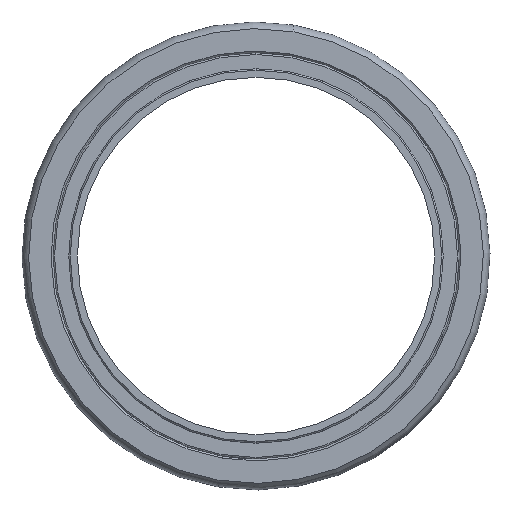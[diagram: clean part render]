
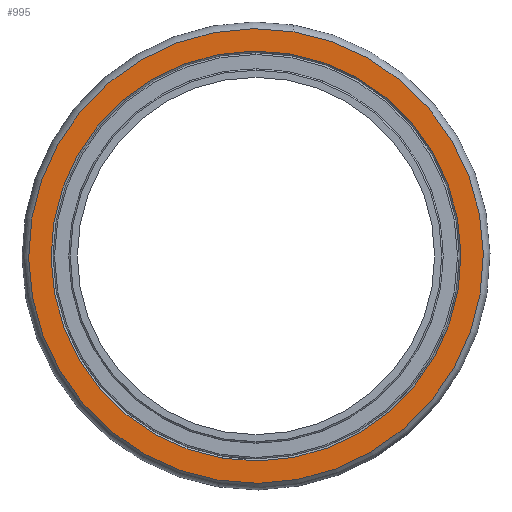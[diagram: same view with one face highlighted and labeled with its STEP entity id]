
A CAD part, left-side view. The second image highlights one B-rep face of the part: STEP entity #995.
In plain terms, the highlighted planar face has unit normal (-1, 0, 0).
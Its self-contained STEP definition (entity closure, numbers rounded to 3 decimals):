
#238=CARTESIAN_POINT('',(-5.95,-5.178,31.39));
#239=VERTEX_POINT('',#238);
#247=CARTESIAN_POINT('',(-5.95,5.178,-31.39));
#248=VERTEX_POINT('',#247);
#249=CARTESIAN_POINT('',(-5.95,0.,0.));
#250=DIRECTION('',(1.0,0.,0.));
#251=DIRECTION('',(0.,0.987,0.163));
#252=AXIS2_PLACEMENT_3D('',#249,#250,#251);
#253=CIRCLE('',#252,31.814);
#254=EDGE_CURVE('',#239,#248,#253,.T.);
#279=CARTESIAN_POINT('',(-5.95,31.39,5.178));
#280=VERTEX_POINT('',#279);
#281=CARTESIAN_POINT('',(-5.95,0.,0.));
#282=DIRECTION('',(1.0,0.,0.));
#283=DIRECTION('',(0.,0.987,0.163));
#284=AXIS2_PLACEMENT_3D('',#281,#282,#283);
#285=CIRCLE('',#284,31.814);
#286=EDGE_CURVE('',#248,#280,#285,.T.);
#288=CARTESIAN_POINT('',(-5.95,0.,0.));
#289=DIRECTION('',(1.0,0.,0.));
#290=DIRECTION('',(0.,0.987,0.163));
#291=AXIS2_PLACEMENT_3D('',#288,#289,#290);
#292=CIRCLE('',#291,31.814);
#293=EDGE_CURVE('',#280,#239,#292,.T.);
#888=CARTESIAN_POINT('',(-5.95,4.669,-28.303));
#889=VERTEX_POINT('',#888);
#908=CARTESIAN_POINT('',(-5.95,-4.669,28.303));
#909=VERTEX_POINT('',#908);
#917=CARTESIAN_POINT('',(-5.95,28.303,4.669));
#918=VERTEX_POINT('',#917);
#919=CARTESIAN_POINT('',(-5.95,0.,0.));
#920=DIRECTION('',(1.,0.,0.));
#921=DIRECTION('',(0.,0.987,0.163));
#922=AXIS2_PLACEMENT_3D('',#919,#920,#921);
#923=CIRCLE('',#922,28.686);
#924=EDGE_CURVE('',#918,#909,#923,.T.);
#926=CARTESIAN_POINT('',(-5.95,0.,0.));
#927=DIRECTION('',(1.,0.,0.));
#928=DIRECTION('',(0.,0.987,0.163));
#929=AXIS2_PLACEMENT_3D('',#926,#927,#928);
#930=CIRCLE('',#929,28.686);
#931=EDGE_CURVE('',#889,#918,#930,.T.);
#942=CARTESIAN_POINT('',(-5.95,0.,0.));
#943=DIRECTION('',(1.,0.,0.));
#944=DIRECTION('',(0.,0.987,0.163));
#945=AXIS2_PLACEMENT_3D('',#942,#943,#944);
#946=CIRCLE('',#945,28.686);
#947=EDGE_CURVE('',#909,#889,#946,.T.);
#980=CARTESIAN_POINT('',(-5.95,29.847,4.923));
#981=DIRECTION('',(-1.0,0.0,0.0));
#982=DIRECTION('',(0.0,-0.163,0.987));
#983=AXIS2_PLACEMENT_3D('',#980,#981,#982);
#984=PLANE('',#983);
#985=ORIENTED_EDGE('',*,*,#293,.F.);
#986=ORIENTED_EDGE('',*,*,#286,.F.);
#987=ORIENTED_EDGE('',*,*,#254,.F.);
#988=EDGE_LOOP('',(#985,#986,#987));
#989=FACE_OUTER_BOUND('',#988,.T.);
#990=ORIENTED_EDGE('',*,*,#924,.T.);
#991=ORIENTED_EDGE('',*,*,#947,.T.);
#992=ORIENTED_EDGE('',*,*,#931,.T.);
#993=EDGE_LOOP('',(#990,#991,#992));
#994=FACE_BOUND('',#993,.T.);
#995=ADVANCED_FACE('',(#989,#994),#984,.T.);
